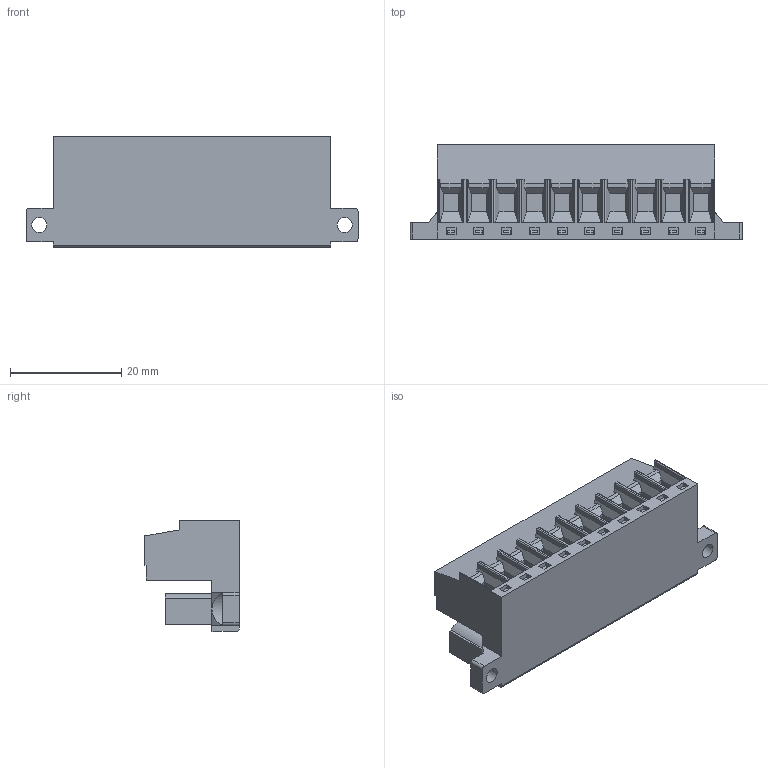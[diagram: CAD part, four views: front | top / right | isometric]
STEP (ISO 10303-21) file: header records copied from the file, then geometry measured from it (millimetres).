
FILE_DESCRIPTION(('STEP AP214'),'1');
FILE_NAME('SVR10-5-K.stp','2016-11-02T14:01:11',(' '),(' '),'Spatial InterOp 3D',' ',' ');
FILE_SCHEMA(('automotive_design'));
Length unit declared in the file: metre
Products named in the file (1): 1
Bounding box: 59.8 x 17 x 20.1 mm (x, y, z)
Volume: 11372 mm3; surface area: 7037.7 mm2
Topology: 1 solids, 1 shells, 604 faces, 1506 edges, 984 vertices
Faces by surface type: plane 504, cylinder 90, cone 10
Full cylindrical faces by diameter (mm): 1.8 x10, 2.7 x2, 3.5 x10, 4 x10
Entity records: 22249 total; most frequent: CARTESIAN_POINT 3033, ORIENTED_EDGE 2908, DIRECTION 2846, EDGE_CURVE 1454, LINE 1272, VECTOR 1272, VERTEX_POINT 974, AXIS2_PLACEMENT_3D 787
